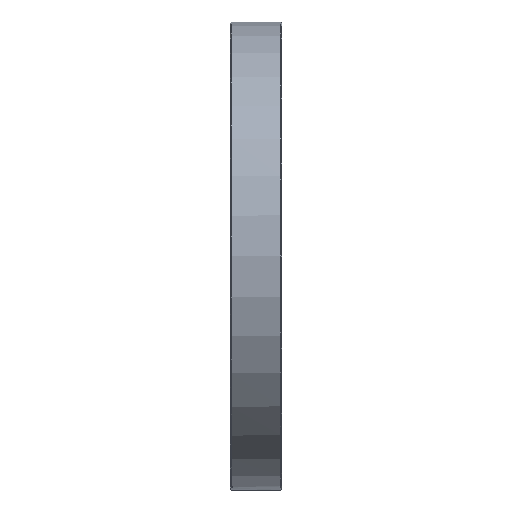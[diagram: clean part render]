
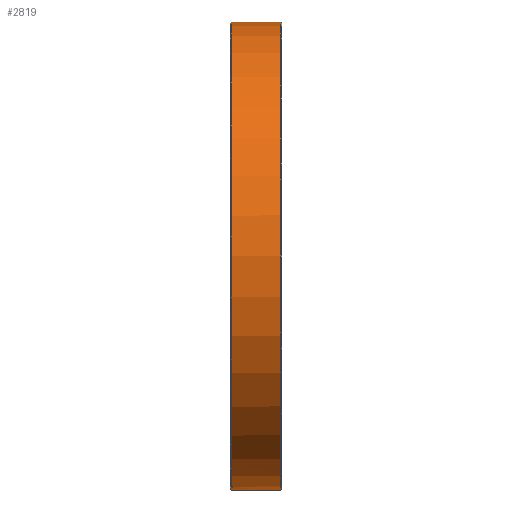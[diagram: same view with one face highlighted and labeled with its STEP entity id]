
A CAD part, left-side view. The second image highlights one B-rep face of the part: STEP entity #2819.
In plain terms, the highlighted cylindrical face has radius 101.2 mm (diameter 202.4 mm), a partial arc.
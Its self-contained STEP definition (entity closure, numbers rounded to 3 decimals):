
#15 = DIRECTION ( 'NONE',  ( 0., 0., -1. ) ) ;
#72 = DIRECTION ( 'NONE',  ( 0., 0., -1. ) ) ;
#95 = CARTESIAN_POINT ( 'NONE',  ( 0., 0.4, 101.2 ) ) ;
#99 = DIRECTION ( 'NONE',  ( 0., -1., 0. ) ) ;
#135 = CARTESIAN_POINT ( 'NONE',  ( -14.348, 21.9, -100.178 ) ) ;
#192 = ORIENTED_EDGE ( 'NONE', *, *, #1622, .T. ) ;
#389 = LINE ( 'NONE', #1945, #2193 ) ;
#407 = CARTESIAN_POINT ( 'NONE',  ( 0., 21.9, -101.2 ) ) ;
#475 = AXIS2_PLACEMENT_3D ( 'NONE', #2840, #1431, #15 ) ;
#492 = CIRCLE ( 'NONE', #475, 101.2 ) ;
#515 = CARTESIAN_POINT ( 'NONE',  ( -17.311, 21.1, -99.708 ) ) ;
#635 = CARTESIAN_POINT ( 'NONE',  ( 0., -15.022, -101.2 ) ) ;
#683 = VERTEX_POINT ( 'NONE', #2755 ) ;
#700 = VERTEX_POINT ( 'NONE', #407 ) ;
#867 = DIRECTION ( 'NONE',  ( 0., -1., 0. ) ) ;
#895 = AXIS2_PLACEMENT_3D ( 'NONE', #1510, #99, #1749 ) ;
#985 = DIRECTION ( 'NONE',  ( 0., -1., 0. ) ) ;
#999 = VECTOR ( 'NONE', #2048, 1000. ) ;
#1091 = CYLINDRICAL_SURFACE ( 'NONE', #1898, 101.2 ) ;
#1143 = VERTEX_POINT ( 'NONE', #2167 ) ;
#1193 = CIRCLE ( 'NONE', #895, 101.2 ) ;
#1226 = DIRECTION ( 'NONE',  ( 0., 0., -1. ) ) ;
#1267 = CARTESIAN_POINT ( 'NONE',  ( 0., 0.4, -101.2 ) ) ;
#1282 = ORIENTED_EDGE ( 'NONE', *, *, #1815, .T. ) ;
#1323 = DIRECTION ( 'NONE',  ( 0., 1., 0. ) ) ;
#1390 = CARTESIAN_POINT ( 'NONE',  ( -14.348, 21.1, -100.178 ) ) ;
#1408 = VERTEX_POINT ( 'NONE', #515 ) ;
#1431 = DIRECTION ( 'NONE',  ( 0., -1., 0. ) ) ;
#1460 = CARTESIAN_POINT ( 'NONE',  ( 0., -15.022, 0. ) ) ;
#1474 = AXIS2_PLACEMENT_3D ( 'NONE', #2723, #1323, #2957 ) ;
#1485 = DIRECTION ( 'NONE',  ( 0., -1., 0. ) ) ;
#1510 = CARTESIAN_POINT ( 'NONE',  ( 0., 21.9, 0. ) ) ;
#1538 = ORIENTED_EDGE ( 'NONE', *, *, #2353, .T. ) ;
#1622 = EDGE_CURVE ( 'NONE', #1143, #683, #492, .T. ) ;
#1705 = CARTESIAN_POINT ( 'NONE',  ( -17.311, -15.022, -99.708 ) ) ;
#1726 = DIRECTION ( 'NONE',  ( 0., 1., 0. ) ) ;
#1728 = EDGE_CURVE ( 'NONE', #683, #1408, #1781, .T. ) ;
#1749 = DIRECTION ( 'NONE',  ( 0., 0., -1. ) ) ;
#1767 = ORIENTED_EDGE ( 'NONE', *, *, #1728, .T. ) ;
#1780 = EDGE_CURVE ( 'NONE', #1408, #2682, #3029, .T. ) ;
#1781 = LINE ( 'NONE', #1705, #2963 ) ;
#1797 = ORIENTED_EDGE ( 'NONE', *, *, #2888, .T. ) ;
#1815 = EDGE_CURVE ( 'NONE', #2682, #2291, #389, .T. ) ;
#1849 = VERTEX_POINT ( 'NONE', #95 ) ;
#1885 = EDGE_LOOP ( 'NONE', ( #1916, #192, #1767, #2665, #1282, #1797, #1538, #1908 ) ) ;
#1887 = EDGE_CURVE ( 'NONE', #2959, #1849, #2839, .T. ) ;
#1898 = AXIS2_PLACEMENT_3D ( 'NONE', #1460, #985, #1226 ) ;
#1908 = ORIENTED_EDGE ( 'NONE', *, *, #1887, .T. ) ;
#1916 = ORIENTED_EDGE ( 'NONE', *, *, #2333, .F. ) ;
#1935 = DIRECTION ( 'NONE',  ( 0., -1., 0. ) ) ;
#1945 = CARTESIAN_POINT ( 'NONE',  ( -14.348, -15.022, -100.178 ) ) ;
#2048 = DIRECTION ( 'NONE',  ( 0., -1., 0. ) ) ;
#2167 = CARTESIAN_POINT ( 'NONE',  ( 0., 21.9, 101.2 ) ) ;
#2193 = VECTOR ( 'NONE', #1726, 1000. ) ;
#2256 = LINE ( 'NONE', #635, #999 ) ;
#2291 = VERTEX_POINT ( 'NONE', #135 ) ;
#2319 = VECTOR ( 'NONE', #867, 1000. ) ;
#2333 = EDGE_CURVE ( 'NONE', #1143, #1849, #2951, .T. ) ;
#2353 = EDGE_CURVE ( 'NONE', #700, #2959, #2256, .T. ) ;
#2517 = CARTESIAN_POINT ( 'NONE',  ( 0., -15.022, 101.2 ) ) ;
#2665 = ORIENTED_EDGE ( 'NONE', *, *, #1780, .T. ) ;
#2682 = VERTEX_POINT ( 'NONE', #1390 ) ;
#2723 = CARTESIAN_POINT ( 'NONE',  ( 0., 0.4, 0. ) ) ;
#2755 = CARTESIAN_POINT ( 'NONE',  ( -17.311, 21.9, -99.708 ) ) ;
#2819 = ADVANCED_FACE ( 'NONE', ( #2967 ), #1091, .T. ) ;
#2839 = CIRCLE ( 'NONE', #1474, 101.2 ) ;
#2840 = CARTESIAN_POINT ( 'NONE',  ( 0., 21.9, 0. ) ) ;
#2888 = EDGE_CURVE ( 'NONE', #2291, #700, #1193, .T. ) ;
#2898 = AXIS2_PLACEMENT_3D ( 'NONE', #2900, #1485, #72 ) ;
#2900 = CARTESIAN_POINT ( 'NONE',  ( 0., 21.1, 0. ) ) ;
#2951 = LINE ( 'NONE', #2517, #2319 ) ;
#2957 = DIRECTION ( 'NONE',  ( 0., 0., 1. ) ) ;
#2959 = VERTEX_POINT ( 'NONE', #1267 ) ;
#2963 = VECTOR ( 'NONE', #1935, 1000. ) ;
#2967 = FACE_OUTER_BOUND ( 'NONE', #1885, .T. ) ;
#3029 = CIRCLE ( 'NONE', #2898, 101.2 ) ;
